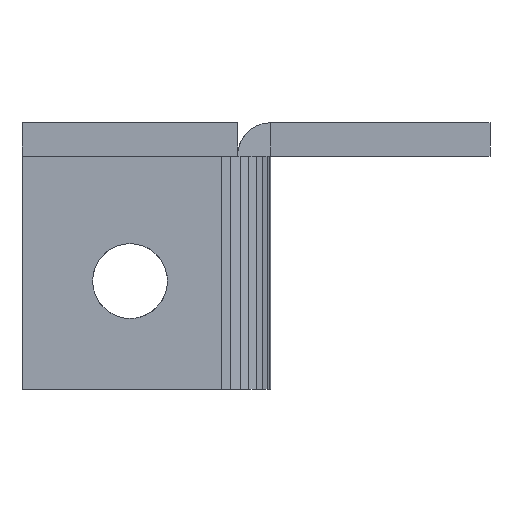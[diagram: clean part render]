
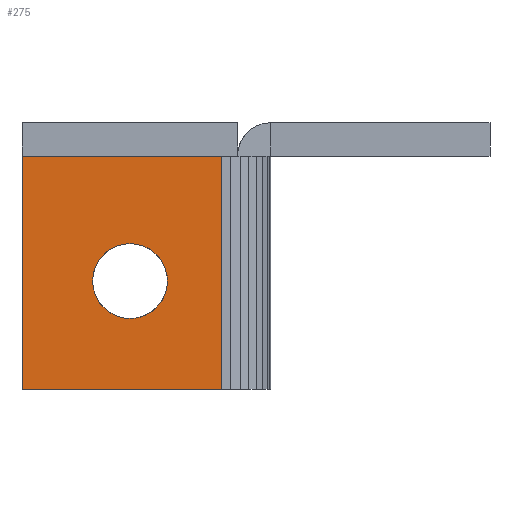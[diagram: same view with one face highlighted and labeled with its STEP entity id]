
A CAD part, left-side view. The second image highlights one B-rep face of the part: STEP entity #275.
In plain terms, the highlighted planar face has unit normal (-1, 0, 0).
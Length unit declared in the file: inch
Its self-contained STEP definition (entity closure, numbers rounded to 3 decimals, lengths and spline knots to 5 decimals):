
#275=ADVANCED_FACE('',(#560,#561),#562,.F.);
#560=FACE_BOUND('',#997,.T.);
#561=FACE_OUTER_BOUND('',#998,.T.);
#562=PLANE('',#999);
#997=EDGE_LOOP('',(#1753,#1754,#1755,#1756));
#998=EDGE_LOOP('',(#1757,#1758,#1759,#1760));
#999=AXIS2_PLACEMENT_3D('',#1761,#1762,#1763);
#1753=ORIENTED_EDGE('',*,*,#2149,.T.);
#1754=ORIENTED_EDGE('',*,*,#1862,.T.);
#1755=ORIENTED_EDGE('',*,*,#2000,.T.);
#1756=ORIENTED_EDGE('',*,*,#1974,.T.);
#1757=ORIENTED_EDGE('',*,*,#2028,.T.);
#1758=ORIENTED_EDGE('',*,*,#2142,.F.);
#1759=ORIENTED_EDGE('',*,*,#2109,.T.);
#1760=ORIENTED_EDGE('',*,*,#2067,.T.);
#1761=CARTESIAN_POINT('',(-0.24915,2.70332,-0.25));
#1762=DIRECTION('',(1.0,0.0,0.0));
#1763=DIRECTION('',(-0.0,1.0,0.0));
#1862=EDGE_CURVE('',#2234,#2235,#2236,.T.);
#1974=EDGE_CURVE('',#2419,#2420,#2421,.T.);
#2000=EDGE_CURVE('',#2235,#2419,#2462,.T.);
#2028=EDGE_CURVE('',#2502,#2504,#2506,.T.);
#2067=EDGE_CURVE('',#2560,#2502,#2561,.T.);
#2109=EDGE_CURVE('',#2611,#2560,#2612,.T.);
#2142=EDGE_CURVE('',#2611,#2504,#2649,.T.);
#2149=EDGE_CURVE('',#2420,#2234,#2656,.T.);
#2234=VERTEX_POINT('',#2782);
#2235=VERTEX_POINT('',#2783);
#2236=B_SPLINE_CURVE_WITH_KNOTS('',3,(#2784,#2785,#2786,#2787,#2788,#2789,#2790,#2791,#2792,#2793,#2794,#2795),.UNSPECIFIED.,.F.,.F.,(4,2,2,2,2,4),(0.0,0.10862,0.21657,0.3276,0.38449,0.44316),.UNSPECIFIED.);
#2419=VERTEX_POINT('',#3180);
#2420=VERTEX_POINT('',#3181);
#2421=B_SPLINE_CURVE_WITH_KNOTS('',3,(#3182,#3183,#3184,#3185,#3186,#3187,#3188,#3189,#3190,#3191,#3192,#3193),.UNSPECIFIED.,.F.,.F.,(4,2,2,2,2,4),(0.0,0.10861,0.21656,0.32758,0.38448,0.44315),.UNSPECIFIED.);
#2462=B_SPLINE_CURVE_WITH_KNOTS('',3,(#3293,#3294,#3295,#3296,#3297,#3298,#3299,#3300,#3301,#3302,#3303,#3304),.UNSPECIFIED.,.F.,.F.,(4,2,2,2,2,4),(0.0,0.10862,0.21655,0.32758,0.38448,0.44316),.UNSPECIFIED.);
#2502=VERTEX_POINT('',#3368);
#2504=VERTEX_POINT('',#3371);
#2506=LINE('',#3374,#3375);
#2560=VERTEX_POINT('',#3471);
#2561=LINE('',#3472,#3473);
#2611=VERTEX_POINT('',#3596);
#2612=LINE('',#3597,#3598);
#2649=LINE('',#3673,#3674);
#2656=B_SPLINE_CURVE_WITH_KNOTS('',3,(#3682,#3683,#3684,#3685,#3686,#3687,#3688,#3689,#3690,#3691,#3692,#3693),.UNSPECIFIED.,.F.,.F.,(4,2,2,2,2,4),(0.0,0.10861,0.21655,0.32758,0.38448,0.44315),.UNSPECIFIED.);
#2782=CARTESIAN_POINT('',(-0.24915,2.98282,-1.18827));
#2783=CARTESIAN_POINT('',(-0.24915,2.7021,-0.90754));
#2784=CARTESIAN_POINT('',(-0.24915,2.98282,-1.18827));
#2785=CARTESIAN_POINT('',(-0.24915,2.98282,-1.15206));
#2786=CARTESIAN_POINT('',(-0.24915,2.97597,-1.11646));
#2787=CARTESIAN_POINT('',(-0.24915,2.94892,-1.04968));
#2788=CARTESIAN_POINT('',(-0.24915,2.92913,-1.01929));
#2789=CARTESIAN_POINT('',(-0.24915,2.87859,-0.96687));
#2790=CARTESIAN_POINT('',(-0.24915,2.84796,-0.94552));
#2791=CARTESIAN_POINT('',(-0.24915,2.79675,-0.92321));
#2792=CARTESIAN_POINT('',(-0.24915,2.77869,-0.91745));
#2793=CARTESIAN_POINT('',(-0.24915,2.74106,-0.90953));
#2794=CARTESIAN_POINT('',(-0.24915,2.72163,-0.90754));
#2795=CARTESIAN_POINT('',(-0.24915,2.7021,-0.90754));
#3180=CARTESIAN_POINT('',(-0.24915,2.42138,-1.18827));
#3181=CARTESIAN_POINT('',(-0.24915,2.7021,-1.46899));
#3182=CARTESIAN_POINT('',(-0.24915,2.42138,-1.18827));
#3183=CARTESIAN_POINT('',(-0.24915,2.42138,-1.22448));
#3184=CARTESIAN_POINT('',(-0.24915,2.42823,-1.26007));
#3185=CARTESIAN_POINT('',(-0.24915,2.45528,-1.32685));
#3186=CARTESIAN_POINT('',(-0.24915,2.47507,-1.35725));
#3187=CARTESIAN_POINT('',(-0.24915,2.5256,-1.40966));
#3188=CARTESIAN_POINT('',(-0.24915,2.55623,-1.43101));
#3189=CARTESIAN_POINT('',(-0.24915,2.60745,-1.45332));
#3190=CARTESIAN_POINT('',(-0.24915,2.62551,-1.45908));
#3191=CARTESIAN_POINT('',(-0.24915,2.66314,-1.467));
#3192=CARTESIAN_POINT('',(-0.24915,2.68257,-1.46899));
#3193=CARTESIAN_POINT('',(-0.24915,2.7021,-1.46899));
#3293=CARTESIAN_POINT('',(-0.24915,2.7021,-0.90754));
#3294=CARTESIAN_POINT('',(-0.24915,2.6659,-0.90754));
#3295=CARTESIAN_POINT('',(-0.24915,2.6303,-0.91439));
#3296=CARTESIAN_POINT('',(-0.24915,2.56352,-0.94143));
#3297=CARTESIAN_POINT('',(-0.24915,2.53313,-0.96123));
#3298=CARTESIAN_POINT('',(-0.24915,2.48072,-1.01176));
#3299=CARTESIAN_POINT('',(-0.24915,2.45937,-1.04239));
#3300=CARTESIAN_POINT('',(-0.24915,2.43706,-1.09361));
#3301=CARTESIAN_POINT('',(-0.24915,2.43129,-1.11167));
#3302=CARTESIAN_POINT('',(-0.24915,2.42338,-1.14931));
#3303=CARTESIAN_POINT('',(-0.24915,2.42138,-1.16874));
#3304=CARTESIAN_POINT('',(-0.24915,2.42138,-1.18827));
#3368=CARTESIAN_POINT('',(-0.24915,2.01815,-0.25));
#3371=CARTESIAN_POINT('',(-0.24915,3.51307,-0.25));
#3374=CARTESIAN_POINT('',(-0.24915,2.70332,-0.25));
#3375=VECTOR('',#3853,1.0);
#3471=CARTESIAN_POINT('',(-0.24915,2.01815,-2.));
#3472=CARTESIAN_POINT('',(-0.24915,2.01815,-2.));
#3473=VECTOR('',#3879,1.0);
#3596=CARTESIAN_POINT('',(-0.24915,3.51307,-2.));
#3597=CARTESIAN_POINT('',(-0.24915,3.51307,-2.));
#3598=VECTOR('',#3902,1.0);
#3673=CARTESIAN_POINT('',(-0.24915,3.51307,-2.));
#3674=VECTOR('',#3925,1.0);
#3682=CARTESIAN_POINT('',(-0.24915,2.7021,-1.46899));
#3683=CARTESIAN_POINT('',(-0.24915,2.7383,-1.46899));
#3684=CARTESIAN_POINT('',(-0.24915,2.7739,-1.46214));
#3685=CARTESIAN_POINT('',(-0.24915,2.84068,-1.4351));
#3686=CARTESIAN_POINT('',(-0.24915,2.87107,-1.4153));
#3687=CARTESIAN_POINT('',(-0.24915,2.92348,-1.36477));
#3688=CARTESIAN_POINT('',(-0.24915,2.94483,-1.33414));
#3689=CARTESIAN_POINT('',(-0.24915,2.96714,-1.28292));
#3690=CARTESIAN_POINT('',(-0.24915,2.97291,-1.26487));
#3691=CARTESIAN_POINT('',(-0.24915,2.98083,-1.22723));
#3692=CARTESIAN_POINT('',(-0.24915,2.98282,-1.2078));
#3693=CARTESIAN_POINT('',(-0.24915,2.98282,-1.18827));
#3853=DIRECTION('',(0.0,1.0,-0.0));
#3879=DIRECTION('',(0.0,0.0,1.0));
#3902=DIRECTION('',(0.0,-1.0,0.0));
#3925=DIRECTION('',(0.0,0.0,1.0));
